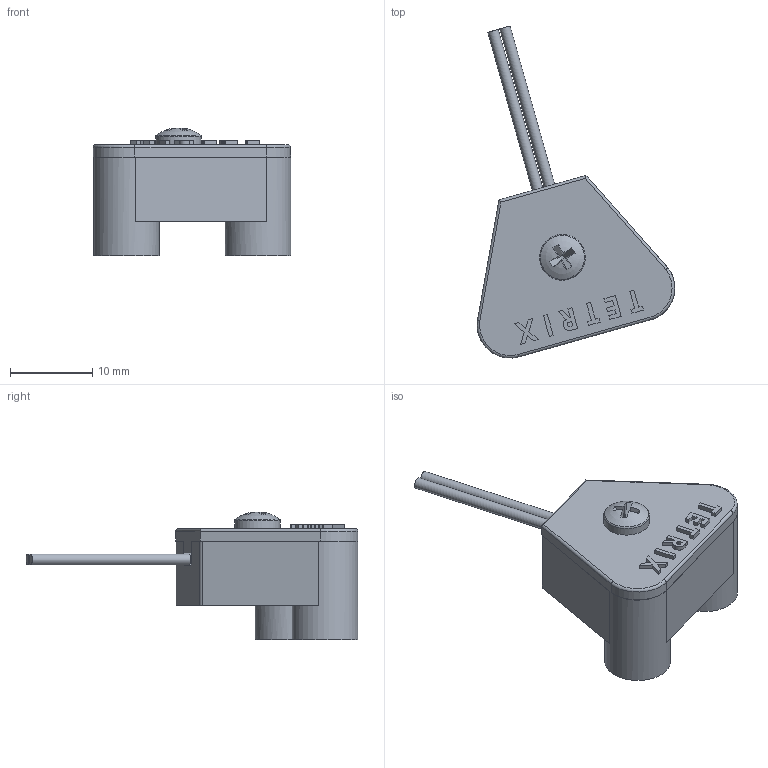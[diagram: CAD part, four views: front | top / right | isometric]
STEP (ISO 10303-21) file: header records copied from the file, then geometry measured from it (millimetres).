
FILE_DESCRIPTION(/* description */ (''),/* implementation_level */ '2;1');
FILE_NAME(/* name */ 'Tetrix_731903.ipt.stp',/* time_stamp */ '2014-12-18T17:44:54-08:00',/* author */ ('Autodesk Inc.'),/* organization */ ('Autodesk Inc.'),/* preprocessor_version */ 'ST-DEVELOPER v15.6',/* originating_system */ 'Autodesk Inventor 2015',/* authorisation */ '');
FILE_SCHEMA (('AUTOMOTIVE_DESIGN { 1 0 10303 214 3 1 1 }'));
Length unit declared in the file: inch
Products named in the file (1): Tetrix_731903
Bounding box: 24.04 x 40.35 x 15.52 mm (x, y, z)
Volume: 3220.1 mm3; surface area: 3200.1 mm2
Topology: 5 solids, 5 shells, 164 faces, 419 edges, 274 vertices
Faces by surface type: plane 122, cylinder 33, bspline 4, torus 3, cone 1, sphere 1
Full cylindrical faces by diameter (mm): 1.308 x1, 1.311 x1, 2.3 x1, 2.845 x1, 3.3 x1, 5.563 x1, 6 x1, 8 x2
Entity records: 5358 total; most frequent: CARTESIAN_POINT 1172, ORIENTED_EDGE 806, DIRECTION 795, EDGE_CURVE 403, LINE 313, VECTOR 313, VERTEX_POINT 270, AXIS2_PLACEMENT_3D 241
